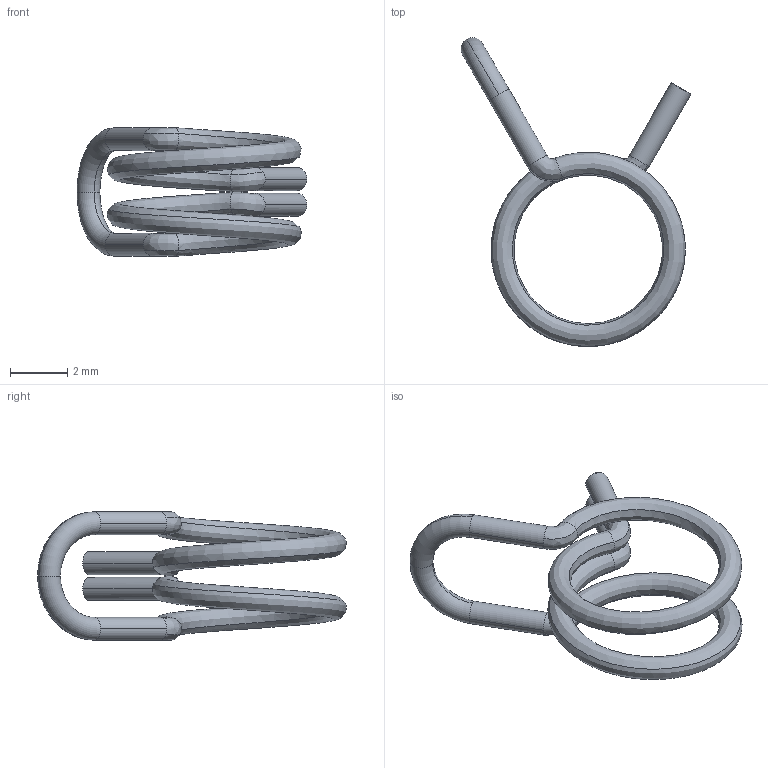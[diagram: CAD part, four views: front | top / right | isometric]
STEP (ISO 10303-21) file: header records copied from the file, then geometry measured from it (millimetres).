
FILE_DESCRIPTION (( 'STEP AP214' ), '1' );
FILE_NAME ('DW-6.1.step', '2026-01-22T12:01:22', ( '' ), ( '' ), 'SwSTEP 2.0', 'SolidWorks 2025', '' );
FILE_SCHEMA (( 'AUTOMOTIVE_DESIGN' ));
Length unit declared in the file: millimetre
Products named in the file (1): DW-6.1
Bounding box: 8.05 x 10.81 x 4.5 mm (x, y, z)
Volume: 31.5 mm3; surface area: 158.3 mm2
Topology: 1 solids, 1 shells, 117 faces, 322 edges, 212 vertices
Faces by surface type: cylinder 51, bspline 45, plane 17, torus 4
Entity records: 6953 total; most frequent: CARTESIAN_POINT 4121, ORIENTED_EDGE 644, DIRECTION 524, EDGE_CURVE 322, AXIS2_PLACEMENT_3D 213, VERTEX_POINT 212, CIRCLE 140, EDGE_LOOP 124
